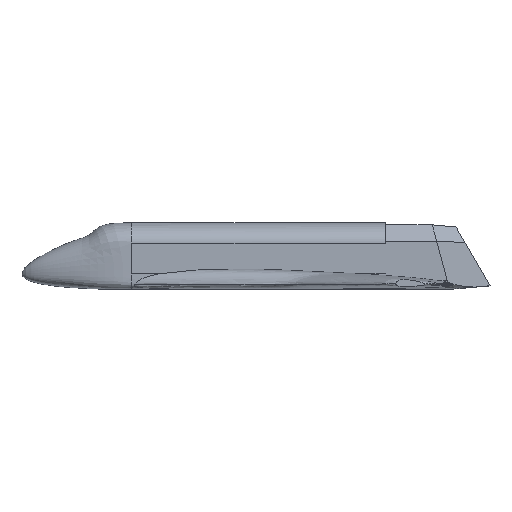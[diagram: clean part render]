
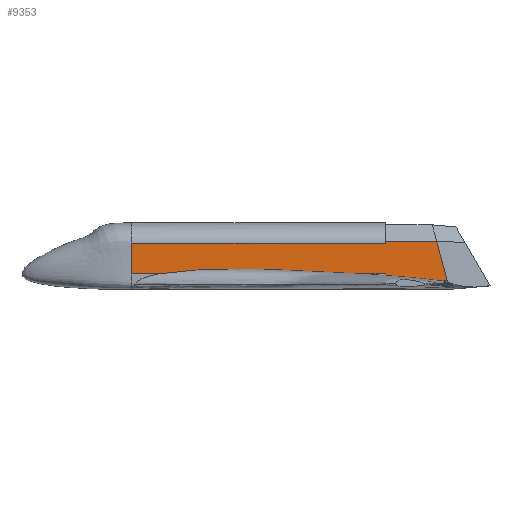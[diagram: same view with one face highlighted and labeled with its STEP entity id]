
A CAD part, top view. The second image highlights one B-rep face of the part: STEP entity #9353.
In plain terms, the highlighted planar face has unit normal (0, 0, 1).
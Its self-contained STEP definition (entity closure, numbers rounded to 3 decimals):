
#150 = CARTESIAN_POINT ( 'NONE',  ( 58.294, -0.682, 5.25 ) ) ;
#171 = ORIENTED_EDGE ( 'NONE', *, *, #20326, .T. ) ;
#996 = EDGE_CURVE ( 'NONE', #17616, #22799, #4838, .T. ) ;
#1053 = VERTEX_POINT ( 'NONE', #23594 ) ;
#1219 = CARTESIAN_POINT ( 'NONE',  ( 20.559, 0.115, 5.25 ) ) ;
#1392 = VERTEX_POINT ( 'NONE', #18394 ) ;
#1670 = CARTESIAN_POINT ( 'NONE',  ( 19.948, 0., 5.25 ) ) ;
#1827 = CARTESIAN_POINT ( 'NONE',  ( 67.486, 4.5, 5.25 ) ) ;
#1952 = VECTOR ( 'NONE', #2276, 1000. ) ;
#2276 = DIRECTION ( 'NONE',  ( -1., 0., 0. ) ) ;
#2463 = ORIENTED_EDGE ( 'NONE', *, *, #16561, .F. ) ;
#2812 = CARTESIAN_POINT ( 'NONE',  ( 53., 0., 5.25 ) ) ;
#3165 = CARTESIAN_POINT ( 'NONE',  ( 53., 0., 5.25 ) ) ;
#3459 = CARTESIAN_POINT ( 'NONE',  ( 16., 0., 5.25 ) ) ;
#3460 = VECTOR ( 'NONE', #5799, 1000. ) ;
#3612 = CARTESIAN_POINT ( 'NONE',  ( 60.931, -1.005, 5.25 ) ) ;
#3618 = B_SPLINE_CURVE_WITH_KNOTS ( 'NONE', 3,
 ( #10304, #23563, #10454, #19396 ),
 .UNSPECIFIED., .F., .F.,
 ( 4, 4 ),
 ( 0.809, 1. ),
 .UNSPECIFIED. ) ;
#3901 = CARTESIAN_POINT ( 'NONE',  ( 29.876, 0.747, 5.25 ) ) ;
#4192 = CARTESIAN_POINT ( 'NONE',  ( 44.819, 0.297, 5.25 ) ) ;
#4255 = DIRECTION ( 'NONE',  ( 0., 0., 1. ) ) ;
#4759 = CARTESIAN_POINT ( 'NONE',  ( 55.649, -0.43, 5.25 ) ) ;
#4778 = AXIS2_PLACEMENT_3D ( 'NONE', #12890, #4255, #24368 ) ;
#4838 = LINE ( 'NONE', #4987, #5946 ) ;
#4987 = CARTESIAN_POINT ( 'NONE',  ( 67.486, 0., 5.25 ) ) ;
#5003 = VECTOR ( 'NONE', #16380, 1000. ) ;
#5343 = CARTESIAN_POINT ( 'NONE',  ( 75.442, 4.76, 5.25 ) ) ;
#5547 = CARTESIAN_POINT ( 'NONE',  ( 16., 1.074, 5.25 ) ) ;
#5799 = DIRECTION ( 'NONE',  ( -0.259, 0.966, 0. ) ) ;
#5946 = VECTOR ( 'NONE', #16596, 1000. ) ;
#5949 = LINE ( 'NONE', #21878, #3460 ) ;
#5970 = ORIENTED_EDGE ( 'NONE', *, *, #23620, .F. ) ;
#6120 = VERTEX_POINT ( 'NONE', #23394 ) ;
#6425 = CARTESIAN_POINT ( 'NONE',  ( 47.307, 0.161, 5.25 ) ) ;
#7460 = B_SPLINE_CURVE_WITH_KNOTS ( 'NONE', 3,
 ( #20549, #11170, #24731, #150, #29344, #4759, #13408, #22494 ),
 .UNSPECIFIED., .F., .F.,
 ( 4, 2, 2, 4 ),
 ( 0., 0.002, 0.004, 0.008 ),
 .UNSPECIFIED. ) ;
#8588 = ORIENTED_EDGE ( 'NONE', *, *, #27388, .T. ) ;
#8971 = CARTESIAN_POINT ( 'NONE',  ( 67.486, 0., 5.25 ) ) ;
#9004 = CARTESIAN_POINT ( 'NONE',  ( 62.019, -1.005, 5.25 ) ) ;
#9353 = ADVANCED_FACE ( 'NONE', ( #22418 ), #15708, .T. ) ;
#9671 = CARTESIAN_POINT ( 'NONE',  ( 68.251, -1.005, 5.25 ) ) ;
#10101 = B_SPLINE_CURVE_WITH_KNOTS ( 'NONE', 3,
 ( #22065, #6425, #4192, #10593, #26686, #10887, #3901, #15216, #17147, #15505, #15068, #24593, #1219, #1670 ),
 .UNSPECIFIED., .F., .F.,
 ( 4, 2, 2, 2, 2, 2, 4 ),
 ( 0.011, 0.019, 0.026, 0.034, 0.037, 0.039, 0.041 ),
 .UNSPECIFIED. ) ;
#10152 = CARTESIAN_POINT ( 'NONE',  ( 16., 2.193, 5.25 ) ) ;
#10304 = CARTESIAN_POINT ( 'NONE',  ( 53., -0.223, 5.251 ) ) ;
#10454 = CARTESIAN_POINT ( 'NONE',  ( 53., -0.077, 5.25 ) ) ;
#10593 = CARTESIAN_POINT ( 'NONE',  ( 39.841, 0.526, 5.25 ) ) ;
#10887 = CARTESIAN_POINT ( 'NONE',  ( 32.368, 0.731, 5.25 ) ) ;
#11052 = ORIENTED_EDGE ( 'NONE', *, *, #996, .F. ) ;
#11170 = CARTESIAN_POINT ( 'NONE',  ( 60.274, -0.908, 5.25 ) ) ;
#11186 = VECTOR ( 'NONE', #29353, 1000. ) ;
#11193 = EDGE_LOOP ( 'NONE', ( #2463, #26991, #171, #20340, #27188, #8588, #18630, #11052, #19407, #21008, #5970 ) ) ;
#11386 = VERTEX_POINT ( 'NONE', #9004 ) ;
#11881 = DIRECTION ( 'NONE',  ( 0., 1., 0. ) ) ;
#12890 = CARTESIAN_POINT ( 'NONE',  ( 67.486, 0., 5.25 ) ) ;
#13237 = EDGE_CURVE ( 'NONE', #25627, #28151, #22668, .T. ) ;
#13408 = CARTESIAN_POINT ( 'NONE',  ( 54.325, -0.322, 5.25 ) ) ;
#15068 = CARTESIAN_POINT ( 'NONE',  ( 22.413, 0.355, 5.25 ) ) ;
#15093 = EDGE_CURVE ( 'NONE', #28151, #17616, #10101, .T. ) ;
#15216 = CARTESIAN_POINT ( 'NONE',  ( 26.141, 0.63, 5.25 ) ) ;
#15505 = CARTESIAN_POINT ( 'NONE',  ( 23.033, 0.415, 5.25 ) ) ;
#15708 = PLANE ( 'NONE',  #4778 ) ;
#16380 = DIRECTION ( 'NONE',  ( 1., 0., 0. ) ) ;
#16561 = EDGE_CURVE ( 'NONE', #23538, #1053, #7460, .T. ) ;
#16596 = DIRECTION ( 'NONE',  ( -1., 0., 0. ) ) ;
#16710 = CARTESIAN_POINT ( 'NONE',  ( 16., 0.353, 5.25 ) ) ;
#17147 = CARTESIAN_POINT ( 'NONE',  ( 24.896, 0.567, 5.25 ) ) ;
#17616 = VERTEX_POINT ( 'NONE', #27111 ) ;
#18394 = CARTESIAN_POINT ( 'NONE',  ( 53., 4.5, 5.25 ) ) ;
#18598 = LINE ( 'NONE', #2812, #23926 ) ;
#18630 = ORIENTED_EDGE ( 'NONE', *, *, #25264, .F. ) ;
#19220 = VERTEX_POINT ( 'NONE', #28280 ) ;
#19396 = CARTESIAN_POINT ( 'NONE',  ( 53., 0., 5.25 ) ) ;
#19407 = ORIENTED_EDGE ( 'NONE', *, *, #15093, .F. ) ;
#19992 = CARTESIAN_POINT ( 'NONE',  ( 49.794, 0., 5.25 ) ) ;
#20326 = EDGE_CURVE ( 'NONE', #11386, #19220, #5949, .T. ) ;
#20340 = ORIENTED_EDGE ( 'NONE', *, *, #21816, .T. ) ;
#20549 = CARTESIAN_POINT ( 'NONE',  ( 60.931, -1.005, 5.25 ) ) ;
#21008 = ORIENTED_EDGE ( 'NONE', *, *, #13237, .F. ) ;
#21010 = B_SPLINE_CURVE_WITH_KNOTS ( 'NONE', 3,
 ( #3459, #16710, #5547, #10152, #25945, #21624, #25797 ),
 .UNSPECIFIED., .F., .F.,
 ( 4, 1, 1, 1, 4 ),
 ( 0., 0.25, 0.5, 0.75, 1. ),
 .UNSPECIFIED. ) ;
#21624 = CARTESIAN_POINT ( 'NONE',  ( 16., 4.113, 5.25 ) ) ;
#21816 = EDGE_CURVE ( 'NONE', #19220, #25772, #26035, .T. ) ;
#21878 = CARTESIAN_POINT ( 'NONE',  ( 62.667, -3.423, 5.25 ) ) ;
#22065 = CARTESIAN_POINT ( 'NONE',  ( 49.794, 0., 5.25 ) ) ;
#22188 = EDGE_CURVE ( 'NONE', #1392, #25772, #18598, .T. ) ;
#22418 = FACE_OUTER_BOUND ( 'NONE', #11193, .T. ) ;
#22494 = CARTESIAN_POINT ( 'NONE',  ( 53., -0.223, 5.251 ) ) ;
#22668 = LINE ( 'NONE', #8971, #1952 ) ;
#22799 = VERTEX_POINT ( 'NONE', #25651 ) ;
#23231 = LINE ( 'NONE', #9671, #5003 ) ;
#23394 = CARTESIAN_POINT ( 'NONE',  ( 16., 4.5, 5.25 ) ) ;
#23538 = VERTEX_POINT ( 'NONE', #3612 ) ;
#23563 = CARTESIAN_POINT ( 'NONE',  ( 53., -0.151, 5.25 ) ) ;
#23594 = CARTESIAN_POINT ( 'NONE',  ( 53., -0.223, 5.251 ) ) ;
#23620 = EDGE_CURVE ( 'NONE', #1053, #25627, #3618, .T. ) ;
#23926 = VECTOR ( 'NONE', #11881, 1000. ) ;
#24368 = DIRECTION ( 'NONE',  ( 1., 0., 0. ) ) ;
#24593 = CARTESIAN_POINT ( 'NONE',  ( 21.176, 0.204, 5.25 ) ) ;
#24731 = CARTESIAN_POINT ( 'NONE',  ( 59.614, -0.829, 5.25 ) ) ;
#24741 = LINE ( 'NONE', #1827, #11186 ) ;
#25264 = EDGE_CURVE ( 'NONE', #22799, #6120, #21010, .T. ) ;
#25627 = VERTEX_POINT ( 'NONE', #3165 ) ;
#25651 = CARTESIAN_POINT ( 'NONE',  ( 16., 0., 5.25 ) ) ;
#25772 = VERTEX_POINT ( 'NONE', #28178 ) ;
#25797 = CARTESIAN_POINT ( 'NONE',  ( 16., 4.5, 5.25 ) ) ;
#25945 = CARTESIAN_POINT ( 'NONE',  ( 16., 3.34, 5.25 ) ) ;
#26035 = LINE ( 'NONE', #5343, #28179 ) ;
#26686 = CARTESIAN_POINT ( 'NONE',  ( 37.35, 0.618, 5.25 ) ) ;
#26991 = ORIENTED_EDGE ( 'NONE', *, *, #28716, .T. ) ;
#27111 = CARTESIAN_POINT ( 'NONE',  ( 19.948, 0., 5.25 ) ) ;
#27188 = ORIENTED_EDGE ( 'NONE', *, *, #22188, .F. ) ;
#27388 = EDGE_CURVE ( 'NONE', #1392, #6120, #24741, .T. ) ;
#27973 = DIRECTION ( 'NONE',  ( -1., 0., 0. ) ) ;
#28151 = VERTEX_POINT ( 'NONE', #19992 ) ;
#28178 = CARTESIAN_POINT ( 'NONE',  ( 53., 4.76, 5.25 ) ) ;
#28179 = VECTOR ( 'NONE', #27973, 1000. ) ;
#28280 = CARTESIAN_POINT ( 'NONE',  ( 60.474, 4.76, 5.25 ) ) ;
#28716 = EDGE_CURVE ( 'NONE', #23538, #11386, #23231, .T. ) ;
#29344 = CARTESIAN_POINT ( 'NONE',  ( 57.633, -0.616, 5.25 ) ) ;
#29353 = DIRECTION ( 'NONE',  ( -1., 0., 0. ) ) ;
